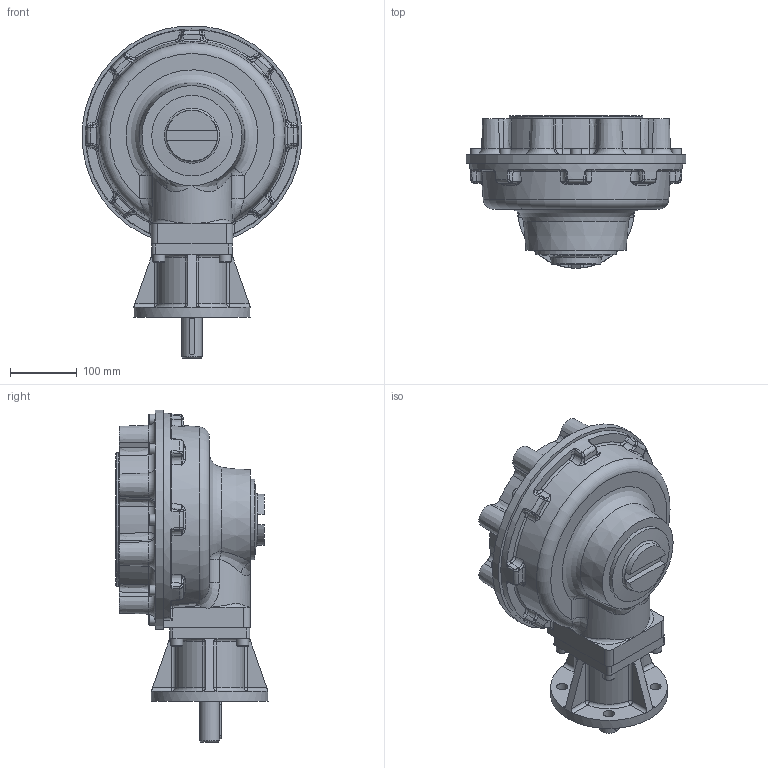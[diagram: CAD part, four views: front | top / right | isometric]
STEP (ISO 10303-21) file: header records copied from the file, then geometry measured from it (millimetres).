
FILE_DESCRIPTION( ( 'Unknown' ), '1' );
FILE_NAME( 'PUBIB9-F14-F25_simplified.stp', 'Unknown', ( 'Unknown' ), ( 'Unknown' ), 'PSStep 15.0.49', 'Unknown', ' ' );
FILE_SCHEMA( ( 'AUTOMOTIVE_DESIGN { 1 0 10303 214 1 1 1 1 }' ) );
Length unit declared in the file: millimetre
Products named in the file (20): 1; 2; 3; 4; 5; 6; 7; 8; 9; 10; 11; 12; 13; 14; 15; 16; 17; 18; 19; 20
Bounding box: 328.74 x 227.91 x 497.6 mm (x, y, z)
Surface area: 559737.1 mm2 (no closed solid volume)
Topology: 0 solids, 586 shells, 586 faces, 2776 edges, 2657 vertices
Faces by surface type: plane 183, torus 108, cylinder 93, bspline 93, cone 75, sphere 34
Full cylindrical faces by diameter (mm): 8.376 x1, 14 x8, 16 x8, 16.5 x4, 18 x4, 30 x1, 50 x1, 100 x1, 110 x1, 120.65 x1, 175 x1, 200 x1, 220 x1, 330 x1
Entity records: 51751 total; most frequent: CARTESIAN_POINT 27137, DIRECTION 4189, VERTEX_POINT 2626, ORIENTED_EDGE 2617, EDGE_CURVE 2617, AXIS2_PLACEMENT_3D 1672, CIRCLE 1159, LINE 845
